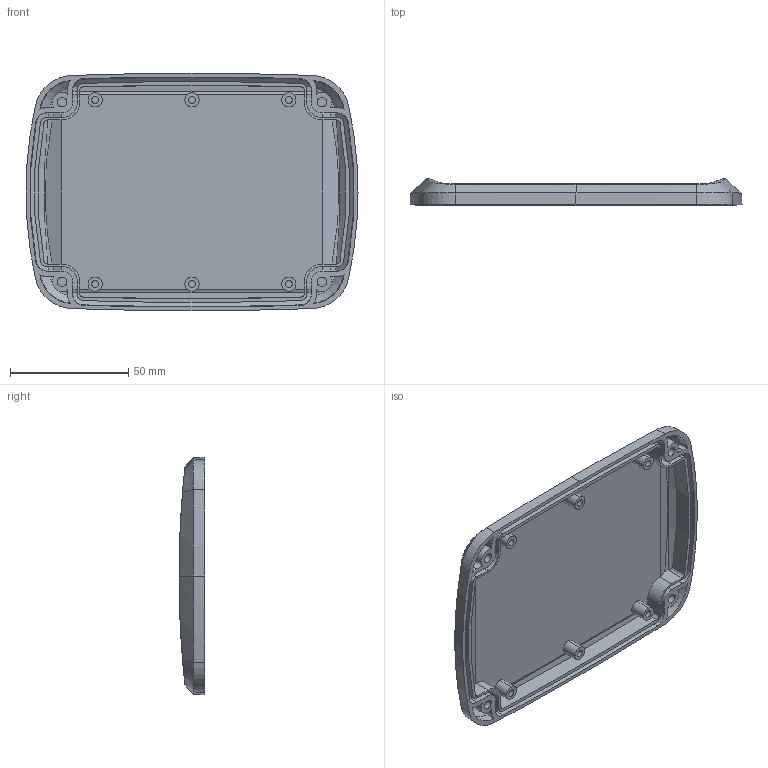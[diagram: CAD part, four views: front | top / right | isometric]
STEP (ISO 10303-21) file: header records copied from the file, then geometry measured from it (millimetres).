
FILE_DESCRIPTION((''),'2;1');
FILE_NAME('PL2943T','2017-03-02T',('昶樍'),(''),'CREO PARAMETRIC BY PTC INC, 2016260','CREO PARAMETRIC BY PTC INC, 2016260','');
FILE_SCHEMA(('CONFIG_CONTROL_DESIGN'));
Length unit declared in the file: millimetre
Products named in the file (1): PL2943T
Bounding box: 140.52 x 11 x 100.52 mm (x, y, z)
Volume: 31180.9 mm3; surface area: 39888.4 mm2
Topology: 1 solids, 1 shells, 251 faces, 680 edges, 448 vertices
Faces by surface type: plane 84, cylinder 77, cone 58, bspline 16, extrusion 16
Entity records: 8951 total; most frequent: CARTESIAN_POINT 2880, ORIENTED_EDGE 1360, DIRECTION 1112, EDGE_CURVE 680, VERTEX_POINT 448, AXIS2_PLACEMENT_3D 405, VECTOR 302, LINE 286
